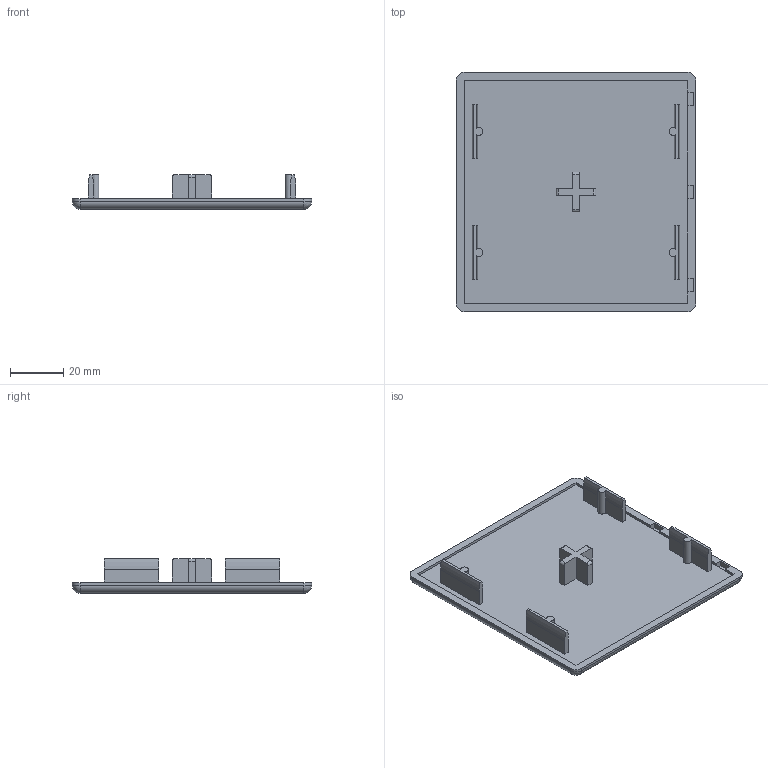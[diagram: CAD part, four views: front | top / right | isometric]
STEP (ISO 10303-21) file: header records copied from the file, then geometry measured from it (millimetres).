
FILE_DESCRIPTION((''),'2;1');
FILE_NAME('AR3458.stp','2021-06-25T11:28:05',('arma01'),(''),'Autodesk Inventor 2013','Autodesk Inventor 2013','');
FILE_SCHEMA(('AUTOMOTIVE_DESIGN { 1 0 10303 214 1 1 1 1 }'));
Length unit declared in the file: millimetre
Products named in the file (1): AR3458
Bounding box: 90 x 90 x 13 mm (x, y, z)
Volume: 26992.7 mm3; surface area: 19973.6 mm2
Topology: 1 solids, 1 shells, 98 faces, 252 edges, 162 vertices
Faces by surface type: plane 66, cylinder 28, sphere 4
Entity records: 2990 total; most frequent: CARTESIAN_POINT 553, ORIENTED_EDGE 504, DIRECTION 490, EDGE_CURVE 252, VECTOR 196, LINE 196, VERTEX_POINT 162, AXIS2_PLACEMENT_3D 147
